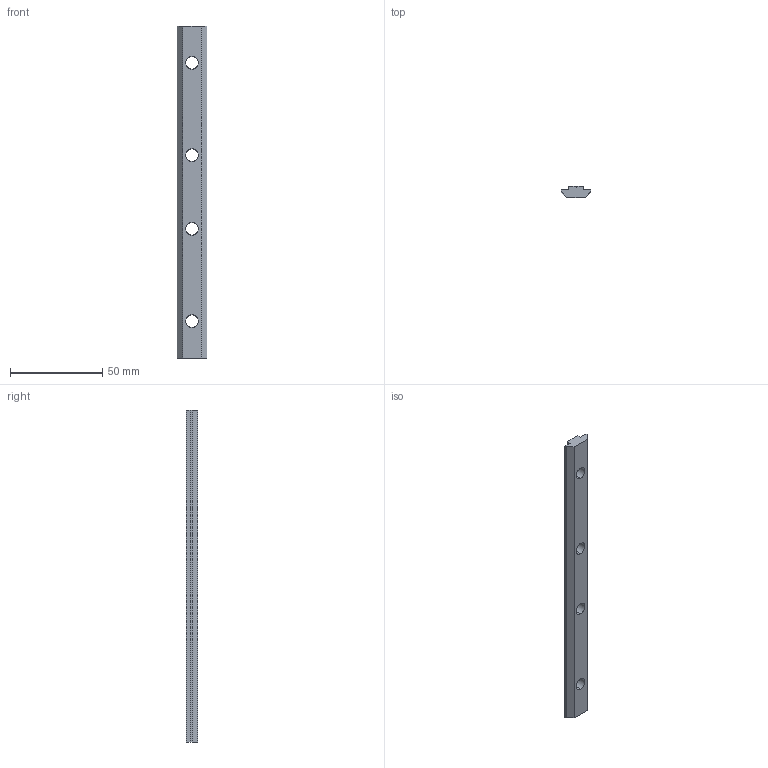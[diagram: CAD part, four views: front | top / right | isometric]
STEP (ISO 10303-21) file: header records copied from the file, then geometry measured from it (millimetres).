
FILE_DESCRIPTION (( 'STEP AP203' ), '1' );
FILE_NAME ('084.307.051.STEP', '2015-05-29T13:09:49', ( '' ), ( '' ), 'SwSTEP 2.0', 'SolidWorks 2012', '' );
FILE_SCHEMA (( 'CONFIG_CONTROL_DESIGN' ));
Length unit declared in the file: millimetre
Products named in the file (1): 084.307.051
Bounding box: 16 x 6 x 180 mm (x, y, z)
Volume: 11870.2 mm3; surface area: 7712.4 mm2
Topology: 1 solids, 1 shells, 31 faces, 91 edges, 58 vertices
Faces by surface type: plane 23, cylinder 8
Entity records: 1110 total; most frequent: CARTESIAN_POINT 229, ORIENTED_EDGE 182, DIRECTION 155, EDGE_CURVE 91, VECTOR 59, LINE 59, VERTEX_POINT 58, AXIS2_PLACEMENT_3D 48
